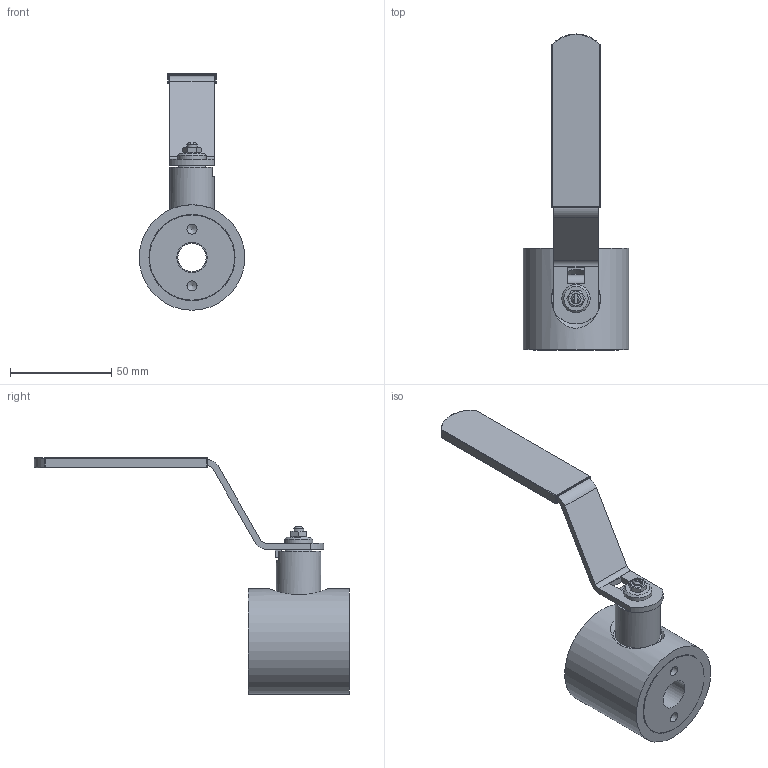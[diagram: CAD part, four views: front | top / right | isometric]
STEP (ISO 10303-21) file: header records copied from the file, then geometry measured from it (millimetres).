
FILE_DESCRIPTION((''),'2;1');
FILE_NAME('ФБ39 000 015 000.stp','2015-11-16T15:55:44',('��������'),(''),'Autodesk Inventor 2013','Autodesk Inventor 2013','');
FILE_SCHEMA(('AUTOMOTIVE_DESIGN { 1 0 10303 214 1 1 1 1 }'));
Length unit declared in the file: millimetre
Products named in the file (16): ФБ39 000 015 000; ФБ39 010 015 109; Шпиндель; Втулка ФБ39 000 015 001; Седло 15; ФБ39 000 015 010; Корпус ФБ39 000 015 011; Бобышка ФБ39 000 015 011; Шайба Ф4; Ручка; Рукав; ФБ39 410 015 014; Гайка ГОСТ 5916-70 M5; Кольцо 4 ГОСТ 9833-73 009-012-19; Втулка
Assembly tree (17 placements, depth 3):
  ФБ39 000 015 000
    ФБ39 010 015 109
    Шпиндель
    Втулка ФБ39 000 015 001
    Седло 15  x2
    ФБ39 000 015 010
      Корпус ФБ39 000 015 011
      Бобышка ФБ39 000 015 011
    Шайба Ф4
    Ручка
      Ручка
      Рукав
    ФБ39 410 015 014
    Гайка ГОСТ 5916-70 M5
    Кольцо 4 ГОСТ 9833-73 009-012-19  x2
    Втулка
Bounding box: 52 x 155.75 x 116.64 mm (x, y, z)
Volume: 113650 mm3; surface area: 52408.6 mm2
Topology: 15 solids, 15 shells, 233 faces, 509 edges, 314 vertices
Faces by surface type: plane 109, cylinder 75, cone 21, torus 19, sphere 9
Full cylindrical faces by diameter (mm): 4.134 x1, 5 x3, 5.5 x1, 9 x5, 9.2 x1, 10 x1, 12 x6, 12.5 x1, 14 x3, 15 x2, 15.5 x1, 16 x3, 17 x1, 18 x2, 19 x2, 20 x2, 22 x1, 25 x4, 30.8 x1, 31.376 x1, 33 x1, 34 x1, 42 x1, 42.5 x1, 52 x1
Entity records: 6068 total; most frequent: CARTESIAN_POINT 1087, DIRECTION 1043, ORIENTED_EDGE 760, AXIS2_PLACEMENT_3D 442, EDGE_CURVE 380, EDGE_LOOP 334, VERTEX_POINT 278, FACE_OUTER_BOUND 218
